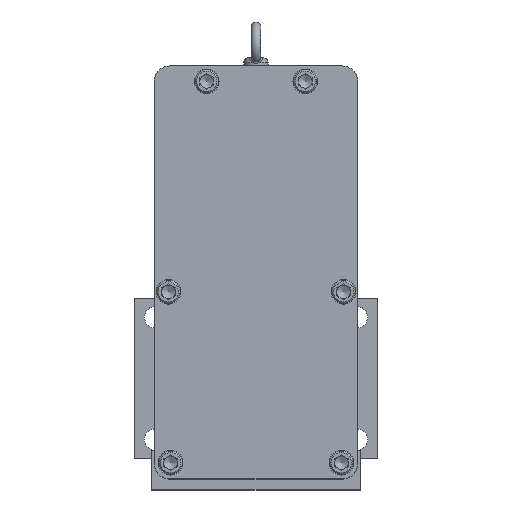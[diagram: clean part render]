
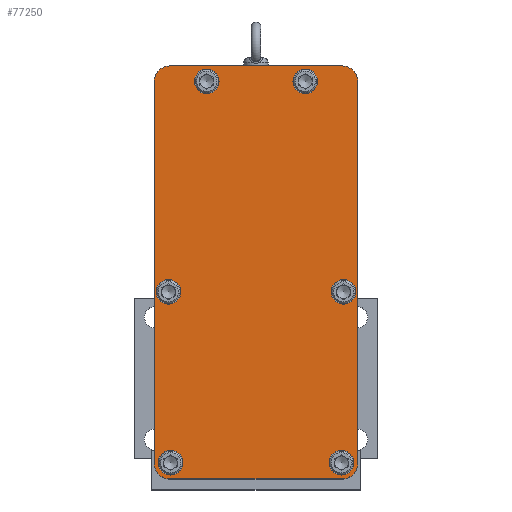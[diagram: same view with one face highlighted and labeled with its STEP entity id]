
A CAD part, top view. The second image highlights one B-rep face of the part: STEP entity #77250.
In plain terms, the highlighted planar face has unit normal (0, 0, 1).
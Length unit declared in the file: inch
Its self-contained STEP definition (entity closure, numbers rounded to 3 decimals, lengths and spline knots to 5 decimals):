
#184 = CARTESIAN_POINT ( 'NONE',  ( -2., 12., 12.0218 ) ) ;
#203 = VECTOR ( 'NONE', #55512, 39.37008 ) ;
#1663 = DIRECTION ( 'NONE',  ( 1., 0., 0. ) ) ;
#1685 = ORIENTED_EDGE ( 'NONE', *, *, #26464, .F. ) ;
#3229 = VERTEX_POINT ( 'NONE', #64224 ) ;
#3394 = CARTESIAN_POINT ( 'NONE',  ( -3.5, -4.125, 12.0218 ) ) ;
#3429 = EDGE_CURVE ( 'NONE', #16635, #40917, #43207, .T. ) ;
#3528 = AXIS2_PLACEMENT_3D ( 'NONE', #73815, #7371, #32671 ) ;
#4823 = VERTEX_POINT ( 'NONE', #11167 ) ;
#5444 = DIRECTION ( 'NONE',  ( -1., 0., 0. ) ) ;
#5484 = CIRCLE ( 'NONE', #63613, 0.625 ) ;
#6259 = AXIS2_PLACEMENT_3D ( 'NONE', #22059, #15731, #56480 ) ;
#6625 = FACE_BOUND ( 'NONE', #75404, .T. ) ;
#6641 = CARTESIAN_POINT ( 'NONE',  ( 4.125, 12., 12.0218 ) ) ;
#7371 = DIRECTION ( 'NONE',  ( 0., 0., 1. ) ) ;
#7621 = LINE ( 'NONE', #55906, #203 ) ;
#8121 = ORIENTED_EDGE ( 'NONE', *, *, #77502, .F. ) ;
#8213 = LINE ( 'NONE', #68328, #39317 ) ;
#8242 = CIRCLE ( 'NONE', #77755, 0.5 ) ;
#8536 = CARTESIAN_POINT ( 'NONE',  ( -3.5, 12.625, 12.0218 ) ) ;
#9338 = EDGE_LOOP ( 'NONE', ( #25828 ) ) ;
#10296 = EDGE_CURVE ( 'NONE', #70773, #54675, #8213, .T. ) ;
#10824 = DIRECTION ( 'NONE',  ( 0., 0., 1. ) ) ;
#10917 = DIRECTION ( 'NONE',  ( 1., 0., 0. ) ) ;
#11167 = CARTESIAN_POINT ( 'NONE',  ( 4.05, 3.46482, 12.0218 ) ) ;
#12973 = PLANE ( 'NONE',  #70315 ) ;
#12999 = DIRECTION ( 'NONE',  ( -1., 0., 0. ) ) ;
#13539 = CARTESIAN_POINT ( 'NONE',  ( -3.05, 3.46482, 12.0218 ) ) ;
#13845 = CIRCLE ( 'NONE', #6259, 0.625 ) ;
#13993 = CIRCLE ( 'NONE', #36737, 0.625 ) ;
#15179 = EDGE_CURVE ( 'NONE', #63736, #54675, #13845, .T. ) ;
#15731 = DIRECTION ( 'NONE',  ( 0., 0., 1. ) ) ;
#15949 = CARTESIAN_POINT ( 'NONE',  ( 3.5, -4.125, 12.0218 ) ) ;
#16635 = VERTEX_POINT ( 'NONE', #8536 ) ;
#17342 = CARTESIAN_POINT ( 'NONE',  ( 3.5, 12.625, 12.0218 ) ) ;
#17628 = DIRECTION ( 'NONE',  ( 0., 0., 1. ) ) ;
#18218 = ORIENTED_EDGE ( 'NONE', *, *, #26777, .F. ) ;
#18479 = VECTOR ( 'NONE', #59469, 39.37008 ) ;
#20128 = ORIENTED_EDGE ( 'NONE', *, *, #10296, .F. ) ;
#21085 = ORIENTED_EDGE ( 'NONE', *, *, #54513, .T. ) ;
#21342 = DIRECTION ( 'NONE',  ( 0., 0., 1. ) ) ;
#22059 = CARTESIAN_POINT ( 'NONE',  ( -3.5, -3.5, 12.0218 ) ) ;
#22674 = CARTESIAN_POINT ( 'NONE',  ( 3.5, -3.5, 12.0218 ) ) ;
#22962 = DIRECTION ( 'NONE',  ( 1., 0., 0. ) ) ;
#23280 = CARTESIAN_POINT ( 'NONE',  ( 3.5, 12., 12.0218 ) ) ;
#23882 = DIRECTION ( 'NONE',  ( -1., 0., 0. ) ) ;
#24668 = AXIS2_PLACEMENT_3D ( 'NONE', #58793, #47301, #10917 ) ;
#25828 = ORIENTED_EDGE ( 'NONE', *, *, #60623, .F. ) ;
#26213 = CARTESIAN_POINT ( 'NONE',  ( 3.55, 3.46482, 12.0218 ) ) ;
#26464 = EDGE_CURVE ( 'NONE', #42822, #42822, #8242, .T. ) ;
#26777 = EDGE_CURVE ( 'NONE', #63736, #3229, #38266, .T. ) ;
#27279 = CARTESIAN_POINT ( 'NONE',  ( -3.55, 3.46482, 12.0218 ) ) ;
#27711 = EDGE_LOOP ( 'NONE', ( #18218, #73229, #20128, #45140, #55788, #21085, #41848, #36333 ) ) ;
#27720 = ORIENTED_EDGE ( 'NONE', *, *, #51860, .F. ) ;
#28810 = CIRCLE ( 'NONE', #3528, 0.5 ) ;
#29283 = DIRECTION ( 'NONE',  ( 0., 0., 1. ) ) ;
#29780 = CARTESIAN_POINT ( 'NONE',  ( 4.125, 12.625, 12.0218 ) ) ;
#29924 = EDGE_LOOP ( 'NONE', ( #45836 ) ) ;
#30024 = CARTESIAN_POINT ( 'NONE',  ( 4.125, -3.5, 12.0218 ) ) ;
#32214 = AXIS2_PLACEMENT_3D ( 'NONE', #52772, #10824, #23882 ) ;
#32671 = DIRECTION ( 'NONE',  ( 1., 0., 0. ) ) ;
#32864 = EDGE_CURVE ( 'NONE', #78288, #74215, #7621, .T. ) ;
#33665 = CIRCLE ( 'NONE', #77891, 0.5 ) ;
#34839 = VECTOR ( 'NONE', #62792, 39.37008 ) ;
#35519 = DIRECTION ( 'NONE',  ( 0., 0., 1. ) ) ;
#35671 = CARTESIAN_POINT ( 'NONE',  ( 3.96482, -3.46482, 12.0218 ) ) ;
#36249 = EDGE_LOOP ( 'NONE', ( #27720 ) ) ;
#36333 = ORIENTED_EDGE ( 'NONE', *, *, #47399, .T. ) ;
#36737 = AXIS2_PLACEMENT_3D ( 'NONE', #23280, #35519, #5444 ) ;
#37091 = FACE_BOUND ( 'NONE', #29924, .T. ) ;
#38266 = LINE ( 'NONE', #61639, #34839 ) ;
#39317 = VECTOR ( 'NONE', #12999, 39.37008 ) ;
#40917 = VERTEX_POINT ( 'NONE', #17342 ) ;
#40939 = CARTESIAN_POINT ( 'NONE',  ( -1.5, 12., 12.0218 ) ) ;
#41081 = CIRCLE ( 'NONE', #24668, 0.5 ) ;
#41848 = ORIENTED_EDGE ( 'NONE', *, *, #3429, .F. ) ;
#42261 = DIRECTION ( 'NONE',  ( 0., 0., -1. ) ) ;
#42822 = VERTEX_POINT ( 'NONE', #13539 ) ;
#43207 = LINE ( 'NONE', #29780, #18479 ) ;
#45140 = ORIENTED_EDGE ( 'NONE', *, *, #71559, .T. ) ;
#45281 = CARTESIAN_POINT ( 'NONE',  ( -4.125, -3.5, 12.0218 ) ) ;
#45836 = ORIENTED_EDGE ( 'NONE', *, *, #76116, .F. ) ;
#46238 = FACE_BOUND ( 'NONE', #36249, .T. ) ;
#46800 = DIRECTION ( 'NONE',  ( -1., 0., 0. ) ) ;
#47189 = ORIENTED_EDGE ( 'NONE', *, *, #59102, .F. ) ;
#47301 = DIRECTION ( 'NONE',  ( 0., 0., 1. ) ) ;
#47399 = EDGE_CURVE ( 'NONE', #16635, #3229, #71347, .T. ) ;
#47598 = EDGE_LOOP ( 'NONE', ( #47189 ) ) ;
#48197 = FACE_OUTER_BOUND ( 'NONE', #27711, .T. ) ;
#48872 = DIRECTION ( 'NONE',  ( 1., 0., 0. ) ) ;
#50085 = VERTEX_POINT ( 'NONE', #62344 ) ;
#51860 = EDGE_CURVE ( 'NONE', #50085, #50085, #28810, .T. ) ;
#52367 = DIRECTION ( 'NONE',  ( 0., 0., 1. ) ) ;
#52772 = CARTESIAN_POINT ( 'NONE',  ( -3.5, 12., 12.0218 ) ) ;
#54513 = EDGE_CURVE ( 'NONE', #78288, #40917, #13993, .T. ) ;
#54675 = VERTEX_POINT ( 'NONE', #3394 ) ;
#55512 = DIRECTION ( 'NONE',  ( 0., -1., 0. ) ) ;
#55686 = FACE_BOUND ( 'NONE', #9338, .T. ) ;
#55788 = ORIENTED_EDGE ( 'NONE', *, *, #32864, .F. ) ;
#55906 = CARTESIAN_POINT ( 'NONE',  ( 4.125, 12.625, 12.0218 ) ) ;
#56480 = DIRECTION ( 'NONE',  ( -1., 0., 0. ) ) ;
#57603 = CIRCLE ( 'NONE', #60148, 0.5 ) ;
#58750 = VERTEX_POINT ( 'NONE', #40939 ) ;
#58793 = CARTESIAN_POINT ( 'NONE',  ( 3.46482, -3.46482, 12.0218 ) ) ;
#59102 = EDGE_CURVE ( 'NONE', #71376, #71376, #62391, .T. ) ;
#59469 = DIRECTION ( 'NONE',  ( 1., 0., 0. ) ) ;
#60148 = AXIS2_PLACEMENT_3D ( 'NONE', #184, #17628, #48872 ) ;
#60455 = FACE_BOUND ( 'NONE', #47598, .T. ) ;
#60623 = EDGE_CURVE ( 'NONE', #58750, #58750, #57603, .T. ) ;
#61241 = CARTESIAN_POINT ( 'NONE',  ( 0., 0., 12.0218 ) ) ;
#61639 = CARTESIAN_POINT ( 'NONE',  ( -4.125, 12.625, 12.0218 ) ) ;
#62344 = CARTESIAN_POINT ( 'NONE',  ( -2.96482, -3.46482, 12.0218 ) ) ;
#62391 = CIRCLE ( 'NONE', #72469, 0.5 ) ;
#62792 = DIRECTION ( 'NONE',  ( 0., 1., 0. ) ) ;
#63613 = AXIS2_PLACEMENT_3D ( 'NONE', #22674, #52367, #46800 ) ;
#63736 = VERTEX_POINT ( 'NONE', #45281 ) ;
#63813 = CARTESIAN_POINT ( 'NONE',  ( 2., 12., 12.0218 ) ) ;
#64224 = CARTESIAN_POINT ( 'NONE',  ( -4.125, 12., 12.0218 ) ) ;
#66777 = EDGE_LOOP ( 'NONE', ( #1685 ) ) ;
#67143 = DIRECTION ( 'NONE',  ( -1., 0., 0. ) ) ;
#67732 = DIRECTION ( 'NONE',  ( 0., 0., 1. ) ) ;
#68328 = CARTESIAN_POINT ( 'NONE',  ( 4.125, -4.125, 12.0218 ) ) ;
#70315 = AXIS2_PLACEMENT_3D ( 'NONE', #61241, #42261, #67143 ) ;
#70773 = VERTEX_POINT ( 'NONE', #15949 ) ;
#71347 = CIRCLE ( 'NONE', #32214, 0.625 ) ;
#71376 = VERTEX_POINT ( 'NONE', #78102 ) ;
#71559 = EDGE_CURVE ( 'NONE', #70773, #74215, #5484, .T. ) ;
#72469 = AXIS2_PLACEMENT_3D ( 'NONE', #63813, #29283, #22962 ) ;
#72689 = FACE_BOUND ( 'NONE', #66777, .T. ) ;
#73229 = ORIENTED_EDGE ( 'NONE', *, *, #15179, .T. ) ;
#73815 = CARTESIAN_POINT ( 'NONE',  ( -3.46482, -3.46482, 12.0218 ) ) ;
#74215 = VERTEX_POINT ( 'NONE', #30024 ) ;
#74329 = DIRECTION ( 'NONE',  ( 1., 0., 0. ) ) ;
#75404 = EDGE_LOOP ( 'NONE', ( #8121 ) ) ;
#76116 = EDGE_CURVE ( 'NONE', #77612, #77612, #41081, .T. ) ;
#77250 = ADVANCED_FACE ( 'NONE', ( #46238, #55686, #60455, #72689, #37091, #6625, #48197 ), #12973, .F. ) ;
#77502 = EDGE_CURVE ( 'NONE', #4823, #4823, #33665, .T. ) ;
#77612 = VERTEX_POINT ( 'NONE', #35671 ) ;
#77755 = AXIS2_PLACEMENT_3D ( 'NONE', #27279, #21342, #74329 ) ;
#77891 = AXIS2_PLACEMENT_3D ( 'NONE', #26213, #67732, #1663 ) ;
#78102 = CARTESIAN_POINT ( 'NONE',  ( 2.5, 12., 12.0218 ) ) ;
#78288 = VERTEX_POINT ( 'NONE', #6641 ) ;
